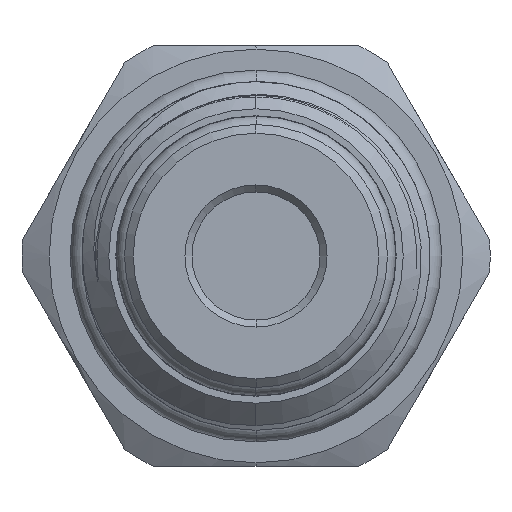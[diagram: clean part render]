
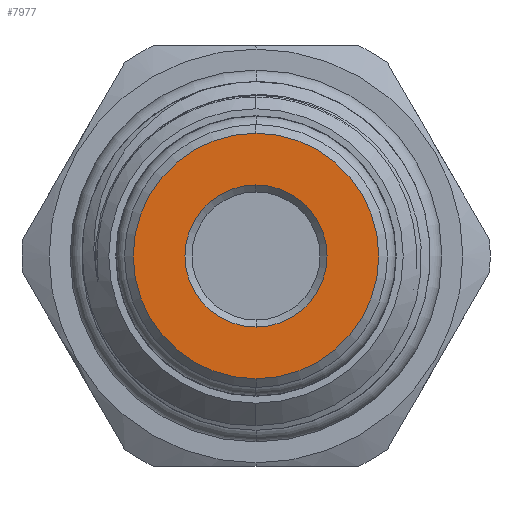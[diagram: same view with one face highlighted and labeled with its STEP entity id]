
A CAD part, left-side view. The second image highlights one B-rep face of the part: STEP entity #7977.
In plain terms, the highlighted planar face has unit normal (-1, 0, 0).
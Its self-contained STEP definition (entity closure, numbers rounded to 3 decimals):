
#291 = DIRECTION ( 'NONE',  ( 1., 0., 0. ) ) ;
#657 = CARTESIAN_POINT ( 'NONE',  ( -63.195, 0., 7. ) ) ;
#956 = CARTESIAN_POINT ( 'NONE',  ( -63.195, 0., 0. ) ) ;
#1173 = DIRECTION ( 'NONE',  ( 0., 0., -1. ) ) ;
#1497 = CARTESIAN_POINT ( 'NONE',  ( -63.195, 0., 0. ) ) ;
#1698 = DIRECTION ( 'NONE',  ( -1., 0., 0. ) ) ;
#1905 = EDGE_CURVE ( 'NONE', #14116, #13125, #10600, .T. ) ;
#2356 = CARTESIAN_POINT ( 'NONE',  ( -63.195, 0., -7. ) ) ;
#2602 = DIRECTION ( 'NONE',  ( -1., 0., 0. ) ) ;
#2759 = CARTESIAN_POINT ( 'NONE',  ( -63.195, 0., 4.05 ) ) ;
#2763 = DIRECTION ( 'NONE',  ( 0., 0., -1. ) ) ;
#3975 = DIRECTION ( 'NONE',  ( -1., 0., 0. ) ) ;
#4246 = CARTESIAN_POINT ( 'NONE',  ( -63.195, 0., -4.05 ) ) ;
#4351 = FACE_OUTER_BOUND ( 'NONE', #5685, .T. ) ;
#5142 = VERTEX_POINT ( 'NONE', #4246 ) ;
#5506 = AXIS2_PLACEMENT_3D ( 'NONE', #956, #7743, #1173 ) ;
#5685 = EDGE_LOOP ( 'NONE', ( #8769, #11748 ) ) ;
#5925 = CIRCLE ( 'NONE', #5506, 4.05 ) ;
#6105 = EDGE_CURVE ( 'NONE', #14031, #5142, #5925, .T. ) ;
#6652 = AXIS2_PLACEMENT_3D ( 'NONE', #6845, #291, #6655 ) ;
#6655 = DIRECTION ( 'NONE',  ( 0., 0., -1. ) ) ;
#6845 = CARTESIAN_POINT ( 'NONE',  ( -63.195, 0., 0. ) ) ;
#7743 = DIRECTION ( 'NONE',  ( 1., 0., 0. ) ) ;
#7843 = AXIS2_PLACEMENT_3D ( 'NONE', #11599, #3975, #2763 ) ;
#7977 = ADVANCED_FACE ( 'NONE', ( #13893, #4351 ), #10325, .T. ) ;
#8085 = EDGE_CURVE ( 'NONE', #13125, #14116, #8443, .T. ) ;
#8443 = CIRCLE ( 'NONE', #9624, 7. ) ;
#8769 = ORIENTED_EDGE ( 'NONE', *, *, #1905, .T. ) ;
#8808 = CIRCLE ( 'NONE', #6652, 4.05 ) ;
#9464 = EDGE_LOOP ( 'NONE', ( #12162, #13451 ) ) ;
#9624 = AXIS2_PLACEMENT_3D ( 'NONE', #1497, #2602, #11326 ) ;
#10010 = EDGE_CURVE ( 'NONE', #5142, #14031, #8808, .T. ) ;
#10275 = CARTESIAN_POINT ( 'NONE',  ( -63.195, -7., 0. ) ) ;
#10325 = PLANE ( 'NONE',  #11838 ) ;
#10419 = DIRECTION ( 'NONE',  ( 0., 0., -1. ) ) ;
#10600 = CIRCLE ( 'NONE', #7843, 7. ) ;
#11326 = DIRECTION ( 'NONE',  ( 0., 0., -1. ) ) ;
#11599 = CARTESIAN_POINT ( 'NONE',  ( -63.195, 0., 0. ) ) ;
#11748 = ORIENTED_EDGE ( 'NONE', *, *, #8085, .T. ) ;
#11838 = AXIS2_PLACEMENT_3D ( 'NONE', #10275, #1698, #10419 ) ;
#12162 = ORIENTED_EDGE ( 'NONE', *, *, #10010, .T. ) ;
#13125 = VERTEX_POINT ( 'NONE', #2356 ) ;
#13451 = ORIENTED_EDGE ( 'NONE', *, *, #6105, .T. ) ;
#13893 = FACE_BOUND ( 'NONE', #9464, .T. ) ;
#14031 = VERTEX_POINT ( 'NONE', #2759 ) ;
#14116 = VERTEX_POINT ( 'NONE', #657 ) ;
